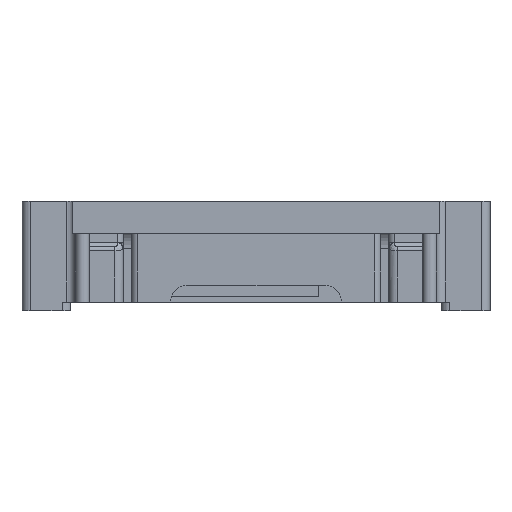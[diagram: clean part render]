
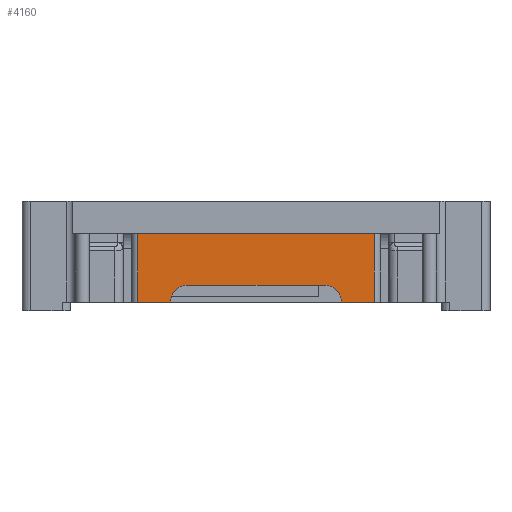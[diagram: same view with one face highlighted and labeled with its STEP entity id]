
A CAD part, front view. The second image highlights one B-rep face of the part: STEP entity #4160.
In plain terms, the highlighted planar face has unit normal (0, -1, 0).
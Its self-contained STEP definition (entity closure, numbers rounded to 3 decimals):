
#129=PLANE('',#4544);
#314=FACE_OUTER_BOUND('',#550,.T.);
#550=EDGE_LOOP('',(#3501,#3502,#3503,#3504,#3505,#3506,#3507,#3508));
#786=CIRCLE('',#4545,2.);
#787=CIRCLE('',#4546,2.);
#1102=LINE('',#6732,#1530);
#1107=LINE('',#6745,#1535);
#1119=LINE('',#6778,#1547);
#1123=LINE('',#6787,#1551);
#1139=LINE('',#6834,#1567);
#1140=LINE('',#6836,#1568);
#1530=VECTOR('',#5424,10.);
#1535=VECTOR('',#5435,10.);
#1547=VECTOR('',#5465,10.);
#1551=VECTOR('',#5473,10.);
#1567=VECTOR('',#5529,10.);
#1568=VECTOR('',#5532,10.);
#1993=VERTEX_POINT('',#6729);
#1994=VERTEX_POINT('',#6731);
#1999=VERTEX_POINT('',#6743);
#2008=VERTEX_POINT('',#6771);
#2011=VERTEX_POINT('',#6776);
#2014=VERTEX_POINT('',#6786);
#2024=VERTEX_POINT('',#6831);
#2025=VERTEX_POINT('',#6833);
#2508=EDGE_CURVE('',#1993,#1994,#1102,.T.);
#2515=EDGE_CURVE('',#1999,#1993,#1107,.T.);
#2532=EDGE_CURVE('',#2011,#2008,#1119,.T.);
#2536=EDGE_CURVE('',#2008,#2014,#1123,.T.);
#2559=EDGE_CURVE('',#2024,#1999,#786,.T.);
#2560=EDGE_CURVE('',#2024,#2025,#1139,.T.);
#2561=EDGE_CURVE('',#2014,#2025,#787,.T.);
#2562=EDGE_CURVE('',#2011,#1994,#1140,.T.);
#3501=ORIENTED_EDGE('',*,*,#2508,.F.);
#3502=ORIENTED_EDGE('',*,*,#2515,.F.);
#3503=ORIENTED_EDGE('',*,*,#2559,.F.);
#3504=ORIENTED_EDGE('',*,*,#2560,.T.);
#3505=ORIENTED_EDGE('',*,*,#2561,.F.);
#3506=ORIENTED_EDGE('',*,*,#2536,.F.);
#3507=ORIENTED_EDGE('',*,*,#2532,.F.);
#3508=ORIENTED_EDGE('',*,*,#2562,.T.);
#4160=ADVANCED_FACE('',(#314),#129,.T.);
#4544=AXIS2_PLACEMENT_3D('',#6830,#5525,#5526);
#4545=AXIS2_PLACEMENT_3D('',#6832,#5527,#5528);
#4546=AXIS2_PLACEMENT_3D('',#6835,#5530,#5531);
#5424=DIRECTION('',(0.,0.,1.));
#5435=DIRECTION('',(-1.,0.,0.));
#5465=DIRECTION('',(0.,0.,-1.));
#5473=DIRECTION('',(-1.,0.,0.));
#5525=DIRECTION('center_axis',(0.,-1.,0.));
#5526=DIRECTION('ref_axis',(-1.,0.,0.));
#5527=DIRECTION('center_axis',(0.,-1.,0.));
#5528=DIRECTION('ref_axis',(-0.707,0.,0.707));
#5529=DIRECTION('',(1.,0.,0.));
#5530=DIRECTION('center_axis',(0.,-1.,0.));
#5531=DIRECTION('ref_axis',(0.707,0.,0.707));
#5532=DIRECTION('',(-1.,0.,0.));
#6729=CARTESIAN_POINT('',(-13.8,-21.6,-11.4));
#6731=CARTESIAN_POINT('',(-13.8,-21.6,-3.4));
#6732=CARTESIAN_POINT('',(-13.8,-21.6,-7.));
#6743=CARTESIAN_POINT('',(-10.,-21.6,-11.4));
#6745=CARTESIAN_POINT('',(21.1,-21.6,-11.4));
#6771=CARTESIAN_POINT('',(13.8,-21.6,-11.4));
#6776=CARTESIAN_POINT('',(13.8,-21.6,-3.4));
#6778=CARTESIAN_POINT('',(13.8,-21.6,-7.));
#6786=CARTESIAN_POINT('',(10.,-21.6,-11.4));
#6787=CARTESIAN_POINT('',(21.1,-21.6,-11.4));
#6830=CARTESIAN_POINT('Origin',(21.1,-21.6,-2.6));
#6831=CARTESIAN_POINT('',(-8.,-21.6,-9.4));
#6832=CARTESIAN_POINT('Origin',(-8.,-21.6,-11.4));
#6833=CARTESIAN_POINT('',(8.,-21.6,-9.4));
#6834=CARTESIAN_POINT('',(10.55,-21.6,-9.4));
#6835=CARTESIAN_POINT('Origin',(8.,-21.6,-11.4));
#6836=CARTESIAN_POINT('',(10.55,-21.6,-3.4));
